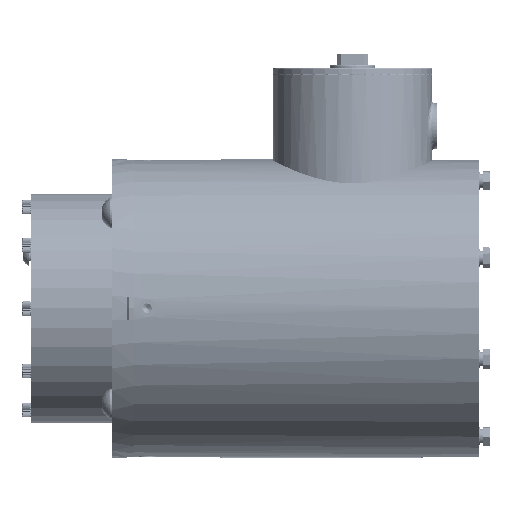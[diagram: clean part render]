
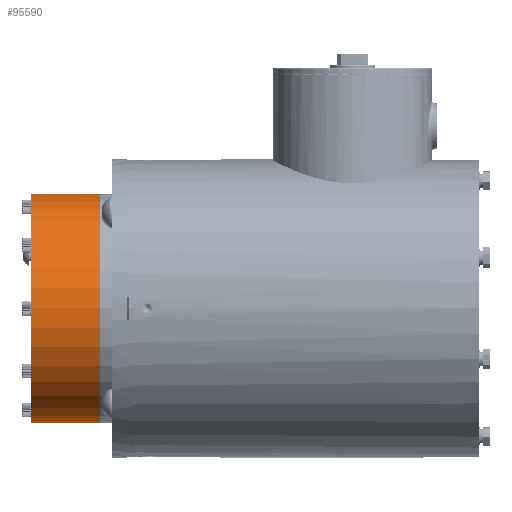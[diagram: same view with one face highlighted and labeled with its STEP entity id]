
A CAD part, top view. The second image highlights one B-rep face of the part: STEP entity #95590.
In plain terms, the highlighted cylindrical face has radius 63.5 mm (diameter 127 mm), a partial arc.
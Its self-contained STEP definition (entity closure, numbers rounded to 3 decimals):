
#95543=CARTESIAN_POINT('Axis2P3D Location',(-19.05,0.,0.)) ;
#95548=CARTESIAN_POINT('Axis2P3D Location',(-38.1,0.,0.)) ;
#95552=CARTESIAN_POINT('Vertex',(-38.1,-63.5,0.)) ;
#95554=CARTESIAN_POINT('Vertex',(-38.1,63.5,0.)) ;
#95557=CARTESIAN_POINT('Line Origine',(-19.05,-63.5,0.)) ;
#95561=CARTESIAN_POINT('Vertex',(0.,-63.5,0.)) ;
#95564=CARTESIAN_POINT('Axis2P3D Location',(0.,0.,0.)) ;
#95568=CARTESIAN_POINT('Vertex',(0.,0.,63.5)) ;
#95571=CARTESIAN_POINT('Axis2P3D Location',(0.,0.,0.)) ;
#95575=CARTESIAN_POINT('Vertex',(0.,63.5,0.)) ;
#95578=CARTESIAN_POINT('Line Origine',(-19.05,63.5,0.)) ;
#95544=DIRECTION('Axis2P3D Direction',(1.,0.,0.)) ;
#95545=DIRECTION('Axis2P3D XDirection',(0.,1.,0.)) ;
#95549=DIRECTION('Axis2P3D Direction',(1.,0.,0.)) ;
#95558=DIRECTION('Vector Direction',(1.,0.,0.)) ;
#95565=DIRECTION('Axis2P3D Direction',(1.,0.,0.)) ;
#95572=DIRECTION('Axis2P3D Direction',(1.,0.,0.)) ;
#95579=DIRECTION('Vector Direction',(1.,0.,0.)) ;
#95546=AXIS2_PLACEMENT_3D('Cylinder Axis2P3D',#95543,#95544,#95545) ;
#95550=AXIS2_PLACEMENT_3D('Circle Axis2P3D',#95548,#95549,$) ;
#95566=AXIS2_PLACEMENT_3D('Circle Axis2P3D',#95564,#95565,$) ;
#95573=AXIS2_PLACEMENT_3D('Circle Axis2P3D',#95571,#95572,$) ;
#95584=ORIENTED_EDGE('',*,*,#95556,.F.) ;
#95585=ORIENTED_EDGE('',*,*,#95563,.F.) ;
#95586=ORIENTED_EDGE('',*,*,#95570,.F.) ;
#95587=ORIENTED_EDGE('',*,*,#95577,.F.) ;
#95588=ORIENTED_EDGE('',*,*,#95582,.F.) ;
#95559=VECTOR('Line Direction',#95558,1.) ;
#95580=VECTOR('Line Direction',#95579,1.) ;
#95590=ADVANCED_FACE('',(#95589),#95547,.T.) ;
#95551=CIRCLE('generated circle',#95550,63.5) ;
#95567=CIRCLE('generated circle',#95566,63.5) ;
#95574=CIRCLE('generated circle',#95573,63.5) ;
#95547=CYLINDRICAL_SURFACE('generated cylinder',#95546,63.5) ;
#95556=EDGE_CURVE('',#95553,#95555,#95551,.F.) ;
#95563=EDGE_CURVE('',#95562,#95553,#95560,.F.) ;
#95570=EDGE_CURVE('',#95569,#95562,#95567,.T.) ;
#95577=EDGE_CURVE('',#95576,#95569,#95574,.T.) ;
#95582=EDGE_CURVE('',#95555,#95576,#95581,.T.) ;
#95583=EDGE_LOOP('',(#95584,#95585,#95586,#95587,#95588)) ;
#95589=FACE_OUTER_BOUND('',#95583,.T.) ;
#95560=LINE('Line',#95557,#95559) ;
#95581=LINE('Line',#95578,#95580) ;
#95553=VERTEX_POINT('',#95552) ;
#95555=VERTEX_POINT('',#95554) ;
#95562=VERTEX_POINT('',#95561) ;
#95569=VERTEX_POINT('',#95568) ;
#95576=VERTEX_POINT('',#95575) ;
